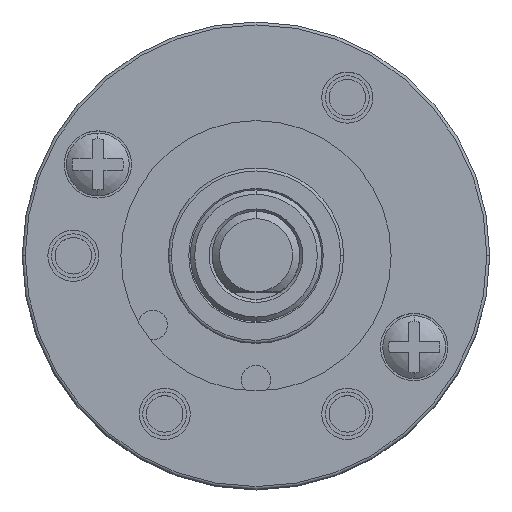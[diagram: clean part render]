
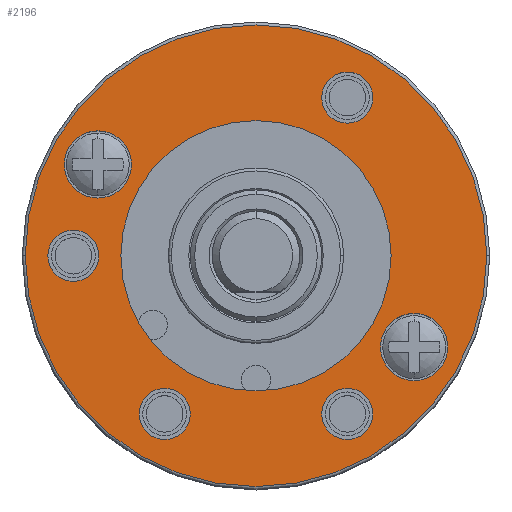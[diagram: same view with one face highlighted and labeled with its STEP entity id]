
A CAD part, top view. The second image highlights one B-rep face of the part: STEP entity #2196.
In plain terms, the highlighted planar face has unit normal (0, 0, 1).
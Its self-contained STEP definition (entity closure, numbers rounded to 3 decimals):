
#1=CARTESIAN_POINT('',(-6.25,-10.825,0.));
#2=DIRECTION('',(0.,0.,1.));
#3=DIRECTION('',(-1.,0.,0.));
#4=AXIS2_PLACEMENT_3D('',#1,#2,#3);
#6=CARTESIAN_POINT('',(-6.25,-10.825,0.));
#7=DIRECTION('',(0.,0.,1.));
#8=DIRECTION('',(1.,0.,0.));
#9=AXIS2_PLACEMENT_3D('',#6,#7,#8);
#11=CARTESIAN_POINT('',(6.25,-10.825,0.));
#12=DIRECTION('',(0.,0.,1.));
#13=DIRECTION('',(-1.,0.,0.));
#14=AXIS2_PLACEMENT_3D('',#11,#12,#13);
#16=CARTESIAN_POINT('',(6.25,-10.825,0.));
#17=DIRECTION('',(0.,0.,1.));
#18=DIRECTION('',(1.,0.,0.));
#19=AXIS2_PLACEMENT_3D('',#16,#17,#18);
#21=CARTESIAN_POINT('',(-12.5,0.,0.));
#22=DIRECTION('',(0.,0.,1.));
#23=DIRECTION('',(-1.,0.,0.));
#24=AXIS2_PLACEMENT_3D('',#21,#22,#23);
#26=CARTESIAN_POINT('',(-12.5,0.,0.));
#27=DIRECTION('',(0.,0.,1.));
#28=DIRECTION('',(1.,0.,0.));
#29=AXIS2_PLACEMENT_3D('',#26,#27,#28);
#31=CARTESIAN_POINT('',(6.25,10.825,0.));
#32=DIRECTION('',(0.,0.,1.));
#33=DIRECTION('',(-1.,0.,0.));
#34=AXIS2_PLACEMENT_3D('',#31,#32,#33);
#36=CARTESIAN_POINT('',(6.25,10.825,0.));
#37=DIRECTION('',(0.,0.,1.));
#38=DIRECTION('',(1.,0.,0.));
#39=AXIS2_PLACEMENT_3D('',#36,#37,#38);
#41=CARTESIAN_POINT('',(-10.825,6.25,0.));
#42=DIRECTION('',(0.,0.,1.));
#43=DIRECTION('',(-1.,0.,0.));
#44=AXIS2_PLACEMENT_3D('',#41,#42,#43);
#46=CARTESIAN_POINT('',(-10.825,6.25,0.));
#47=DIRECTION('',(0.,0.,1.));
#48=DIRECTION('',(1.,0.,0.));
#49=AXIS2_PLACEMENT_3D('',#46,#47,#48);
#51=CARTESIAN_POINT('',(10.825,-6.25,0.));
#52=DIRECTION('',(0.,0.,1.));
#53=DIRECTION('',(-1.,0.,0.));
#54=AXIS2_PLACEMENT_3D('',#51,#52,#53);
#56=CARTESIAN_POINT('',(10.825,-6.25,0.));
#57=DIRECTION('',(0.,0.,1.));
#58=DIRECTION('',(1.,0.,0.));
#59=AXIS2_PLACEMENT_3D('',#56,#57,#58);
#61=CARTESIAN_POINT('',(0.,0.,0.));
#62=DIRECTION('',(0.,0.,1.));
#63=DIRECTION('',(1.,0.,0.));
#64=AXIS2_PLACEMENT_3D('',#61,#62,#63);
#66=CARTESIAN_POINT('',(0.,0.,0.));
#67=DIRECTION('',(0.,0.,1.));
#68=DIRECTION('',(-1.,0.,0.));
#69=AXIS2_PLACEMENT_3D('',#66,#67,#68);
#75=CARTESIAN_POINT('',(0.,0.,0.));
#76=DIRECTION('',(0.,0.,-1.));
#77=DIRECTION('',(-1.,0.,0.));
#78=AXIS2_PLACEMENT_3D('',#75,#76,#77);
#84=CARTESIAN_POINT('',(0.,0.,0.));
#85=DIRECTION('',(0.,0.,1.));
#86=DIRECTION('',(-1.,0.,0.));
#87=AXIS2_PLACEMENT_3D('',#84,#85,#86);
#1675=CARTESIAN_POINT('',(-9.25,0.,0.));
#1677=VERTEX_POINT('',#1675);
#1679=CARTESIAN_POINT('',(9.25,0.,0.));
#1681=VERTEX_POINT('',#1679);
#1905=CARTESIAN_POINT('',(-8.,-10.825,0.));
#1906=CARTESIAN_POINT('',(-4.5,-10.825,0.));
#1907=VERTEX_POINT('',#1905);
#1908=VERTEX_POINT('',#1906);
#1909=CARTESIAN_POINT('',(4.5,-10.825,0.));
#1910=CARTESIAN_POINT('',(8.,-10.825,0.));
#1911=VERTEX_POINT('',#1909);
#1912=VERTEX_POINT('',#1910);
#1913=CARTESIAN_POINT('',(-14.25,0.,0.));
#1914=CARTESIAN_POINT('',(-10.75,0.,0.));
#1915=VERTEX_POINT('',#1913);
#1916=VERTEX_POINT('',#1914);
#1917=CARTESIAN_POINT('',(4.5,10.825,0.));
#1918=CARTESIAN_POINT('',(8.,10.825,0.));
#1919=VERTEX_POINT('',#1917);
#1920=VERTEX_POINT('',#1918);
#1937=CARTESIAN_POINT('',(-13.125,6.25,0.));
#1938=CARTESIAN_POINT('',(-8.525,6.25,0.));
#1939=VERTEX_POINT('',#1937);
#1940=VERTEX_POINT('',#1938);
#1941=CARTESIAN_POINT('',(8.525,-6.25,0.));
#1942=CARTESIAN_POINT('',(13.125,-6.25,0.));
#1943=VERTEX_POINT('',#1941);
#1944=VERTEX_POINT('',#1942);
#1985=CARTESIAN_POINT('',(15.8,0.,0.));
#1986=CARTESIAN_POINT('',(-15.8,0.,0.));
#1987=VERTEX_POINT('',#1985);
#1988=VERTEX_POINT('',#1986);
#2143=CARTESIAN_POINT('',(0.,0.,0.));
#2144=DIRECTION('',(0.,0.,1.));
#2145=DIRECTION('',(-1.,0.,0.));
#2146=AXIS2_PLACEMENT_3D('',#2143,#2144,#2145);
#2147=PLANE('',#2146);
#2149=ORIENTED_EDGE('',*,*,#2148,.F.);
#2151=ORIENTED_EDGE('',*,*,#2150,.F.);
#2152=EDGE_LOOP('',(#2149,#2151));
#2153=FACE_OUTER_BOUND('',#2152,.F.);
#2155=ORIENTED_EDGE('',*,*,#2154,.T.);
#2157=ORIENTED_EDGE('',*,*,#2156,.T.);
#2158=EDGE_LOOP('',(#2155,#2157));
#2159=FACE_BOUND('',#2158,.F.);
#2161=ORIENTED_EDGE('',*,*,#2160,.T.);
#2163=ORIENTED_EDGE('',*,*,#2162,.T.);
#2164=EDGE_LOOP('',(#2161,#2163));
#2165=FACE_BOUND('',#2164,.F.);
#2167=ORIENTED_EDGE('',*,*,#2166,.T.);
#2169=ORIENTED_EDGE('',*,*,#2168,.T.);
#2170=EDGE_LOOP('',(#2167,#2169));
#2171=FACE_BOUND('',#2170,.F.);
#2173=ORIENTED_EDGE('',*,*,#2172,.T.);
#2175=ORIENTED_EDGE('',*,*,#2174,.T.);
#2176=EDGE_LOOP('',(#2173,#2175));
#2177=FACE_BOUND('',#2176,.F.);
#2179=ORIENTED_EDGE('',*,*,#2178,.T.);
#2181=ORIENTED_EDGE('',*,*,#2180,.T.);
#2182=EDGE_LOOP('',(#2179,#2181));
#2183=FACE_BOUND('',#2182,.F.);
#2185=ORIENTED_EDGE('',*,*,#2184,.T.);
#2187=ORIENTED_EDGE('',*,*,#2186,.T.);
#2188=EDGE_LOOP('',(#2185,#2187));
#2189=FACE_BOUND('',#2188,.F.);
#2191=ORIENTED_EDGE('',*,*,#2190,.F.);
#2193=ORIENTED_EDGE('',*,*,#2192,.T.);
#2194=EDGE_LOOP('',(#2191,#2193));
#2195=FACE_BOUND('',#2194,.F.);
#5=CIRCLE('',#4,1.75);
#10=CIRCLE('',#9,1.75);
#15=CIRCLE('',#14,1.75);
#20=CIRCLE('',#19,1.75);
#25=CIRCLE('',#24,1.75);
#30=CIRCLE('',#29,1.75);
#35=CIRCLE('',#34,1.75);
#40=CIRCLE('',#39,1.75);
#45=CIRCLE('',#44,2.3);
#50=CIRCLE('',#49,2.3);
#55=CIRCLE('',#54,2.3);
#60=CIRCLE('',#59,2.3);
#65=CIRCLE('',#64,15.8);
#70=CIRCLE('',#69,15.8);
#79=CIRCLE('',#78,9.25);
#88=CIRCLE('',#87,9.25);
#2148=EDGE_CURVE('',#1987,#1988,#65,.T.);
#2150=EDGE_CURVE('',#1988,#1987,#70,.T.);
#2154=EDGE_CURVE('',#1907,#1908,#5,.T.);
#2156=EDGE_CURVE('',#1908,#1907,#10,.T.);
#2160=EDGE_CURVE('',#1911,#1912,#15,.T.);
#2162=EDGE_CURVE('',#1912,#1911,#20,.T.);
#2166=EDGE_CURVE('',#1915,#1916,#25,.T.);
#2168=EDGE_CURVE('',#1916,#1915,#30,.T.);
#2172=EDGE_CURVE('',#1919,#1920,#35,.T.);
#2174=EDGE_CURVE('',#1920,#1919,#40,.T.);
#2178=EDGE_CURVE('',#1939,#1940,#45,.T.);
#2180=EDGE_CURVE('',#1940,#1939,#50,.T.);
#2184=EDGE_CURVE('',#1943,#1944,#55,.T.);
#2186=EDGE_CURVE('',#1944,#1943,#60,.T.);
#2190=EDGE_CURVE('',#1677,#1681,#79,.T.);
#2192=EDGE_CURVE('',#1677,#1681,#88,.T.);
#2196=ADVANCED_FACE('',(#2153,#2159,#2165,#2171,#2177,#2183,#2189,#2195),#2147,
.T.);
